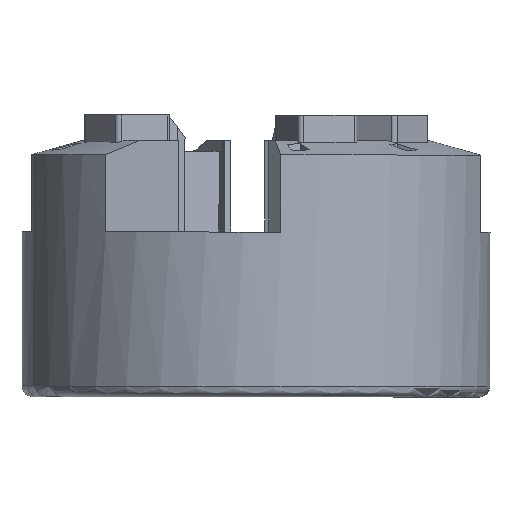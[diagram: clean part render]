
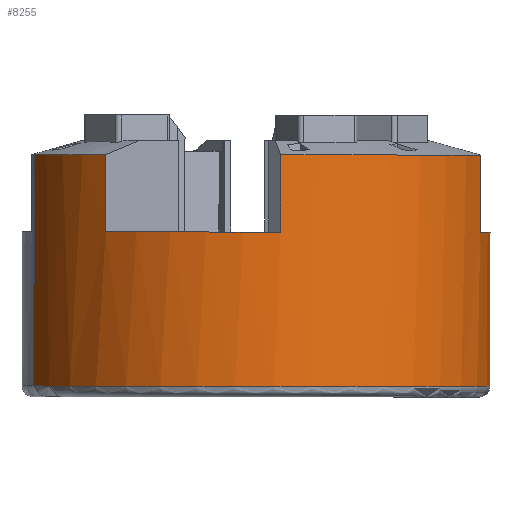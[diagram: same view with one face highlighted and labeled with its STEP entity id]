
A CAD part, front view. The second image highlights one B-rep face of the part: STEP entity #8255.
In plain terms, the highlighted cylindrical face has radius 22 mm (diameter 44 mm), a partial arc.
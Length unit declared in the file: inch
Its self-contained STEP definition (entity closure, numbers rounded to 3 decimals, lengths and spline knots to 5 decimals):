
#12 = CARTESIAN_POINT ( 'NONE',  ( 0.83111, 0.246, 0.60937 ) ) ;
#76 = EDGE_CURVE ( 'NONE', #6668, #10168, #2642, .T. ) ;
#165 = VECTOR ( 'NONE', #6744, 39.37008 ) ;
#211 = EDGE_CURVE ( 'NONE', #2187, #3568, #10678, .T. ) ;
#345 = ORIENTED_EDGE ( 'NONE', *, *, #10378, .F. ) ;
#469 = DIRECTION ( 'NONE',  ( -0.001, 0., -1. ) ) ;
#589 = EDGE_CURVE ( 'NONE', #8532, #6668, #3164, .T. ) ;
#645 = VECTOR ( 'NONE', #5218, 39.37008 ) ;
#671 = ORIENTED_EDGE ( 'NONE', *, *, #8993, .T. ) ;
#690 = DIRECTION ( 'NONE',  ( 0.949, 0.315, -0.001 ) ) ;
#846 = EDGE_CURVE ( 'NONE', #3568, #8906, #6824, .T. ) ;
#853 = AXIS2_PLACEMENT_3D ( 'NONE', #1523, #8322, #8100 ) ;
#940 = DIRECTION ( 'NONE',  ( 0.001, 0., 1. ) ) ;
#983 = VERTEX_POINT ( 'NONE', #4438 ) ;
#1008 = EDGE_CURVE ( 'NONE', #983, #6585, #10410, .T. ) ;
#1023 = LINE ( 'NONE', #4159, #165 ) ;
#1084 = CARTESIAN_POINT ( 'NONE',  ( 0.83127, 0.246, 0.75897 ) ) ;
#1153 = EDGE_CURVE ( 'NONE', #4715, #2187, #8905, .T. ) ;
#1197 = AXIS2_PLACEMENT_3D ( 'NONE', #1349, #10514, #690 ) ;
#1349 = CARTESIAN_POINT ( 'NONE',  ( 0.00094, 0., 0.89607 ) ) ;
#1368 = ORIENTED_EDGE ( 'NONE', *, *, #3796, .F. ) ;
#1523 = CARTESIAN_POINT ( 'NONE',  ( 0.00094, 0., 0.89607 ) ) ;
#1689 = EDGE_CURVE ( 'NONE', #5787, #6585, #4748, .T. ) ;
#1778 = ORIENTED_EDGE ( 'NONE', *, *, #76, .T. ) ;
#1943 = DIRECTION ( 'NONE',  ( 1., 0., -0.001 ) ) ;
#2070 = DIRECTION ( 'NONE',  ( -0.001, 0., -1. ) ) ;
#2187 = VERTEX_POINT ( 'NONE', #8501 ) ;
#2256 = ORIENTED_EDGE ( 'NONE', *, *, #589, .T. ) ;
#2265 = VECTOR ( 'NONE', #2914, 39.37008 ) ;
#2399 = DIRECTION ( 'NONE',  ( -0.001, 0., -1. ) ) ;
#2530 = EDGE_LOOP ( 'NONE', ( #8093, #3659, #3228, #7829, #7322, #7224, #3889, #5849, #671, #2256, #1778, #345, #1368 ) ) ;
#2591 = DIRECTION ( 'NONE',  ( -0.001, 0., -1. ) ) ;
#2642 = LINE ( 'NONE', #6087, #645 ) ;
#2849 = EDGE_CURVE ( 'NONE', #8084, #9273, #9568, .T. ) ;
#2914 = DIRECTION ( 'NONE',  ( -0.001, 0., -1. ) ) ;
#3119 = DIRECTION ( 'NONE',  ( 1., 0., -0.001 ) ) ;
#3164 = CIRCLE ( 'NONE', #9980, 0.86614 ) ;
#3228 = ORIENTED_EDGE ( 'NONE', *, *, #1008, .T. ) ;
#3516 = CIRCLE ( 'NONE', #9629, 0.86614 ) ;
#3519 = CARTESIAN_POINT ( 'NONE',  ( 0.83127, -0.246, 0.75897 ) ) ;
#3568 = VERTEX_POINT ( 'NONE', #5148 ) ;
#3659 = ORIENTED_EDGE ( 'NONE', *, *, #10083, .T. ) ;
#3683 = AXIS2_PLACEMENT_3D ( 'NONE', #6772, #940, #8515 ) ;
#3796 = EDGE_CURVE ( 'NONE', #8084, #5686, #5166, .T. ) ;
#3830 = DIRECTION ( 'NONE',  ( 1., 0., -0.001 ) ) ;
#3889 = ORIENTED_EDGE ( 'NONE', *, *, #211, .T. ) ;
#4023 = CARTESIAN_POINT ( 'NONE',  ( 0.86618, 0., 0.03846 ) ) ;
#4159 = CARTESIAN_POINT ( 'NONE',  ( -0.55593, -0.6635, 0.78025 ) ) ;
#4220 = AXIS2_PLACEMENT_3D ( 'NONE', #7859, #7096, #1943 ) ;
#4438 = CARTESIAN_POINT ( 'NONE',  ( 0.83141, 0.246, 0.8952 ) ) ;
#4715 = VERTEX_POINT ( 'NONE', #10625 ) ;
#4748 = CIRCLE ( 'NONE', #4220, 0.86614 ) ;
#4821 = CARTESIAN_POINT ( 'NONE',  ( -0.55611, -0.6635, 0.61082 ) ) ;
#4939 = CARTESIAN_POINT ( 'NONE',  ( -0.82206, -0.27268, 0.04023 ) ) ;
#5072 = CARTESIAN_POINT ( 'NONE',  ( 0.82304, 0.27268, 0.89521 ) ) ;
#5106 = DIRECTION ( 'NONE',  ( 0.949, 0.315, -0.001 ) ) ;
#5148 = CARTESIAN_POINT ( 'NONE',  ( 0.09118, -0.8614, 0.61014 ) ) ;
#5166 = CIRCLE ( 'NONE', #9702, 0.86614 ) ;
#5218 = DIRECTION ( 'NONE',  ( -0.001, 0., -1. ) ) ;
#5252 = AXIS2_PLACEMENT_3D ( 'NONE', #7504, #2591, #5106 ) ;
#5560 = CARTESIAN_POINT ( 'NONE',  ( 0.83111, -0.246, 0.60937 ) ) ;
#5686 = VERTEX_POINT ( 'NONE', #4023 ) ;
#5787 = VERTEX_POINT ( 'NONE', #5560 ) ;
#5849 = ORIENTED_EDGE ( 'NONE', *, *, #846, .T. ) ;
#6052 = FACE_OUTER_BOUND ( 'NONE', #2530, .T. ) ;
#6087 = CARTESIAN_POINT ( 'NONE',  ( -0.8215, -0.27268, 0.57173 ) ) ;
#6118 = CARTESIAN_POINT ( 'NONE',  ( 0.8227, 0.27268, 0.57 ) ) ;
#6235 = DIRECTION ( 'NONE',  ( 0.949, 0.315, -0.001 ) ) ;
#6277 = VECTOR ( 'NONE', #8313, 39.37008 ) ;
#6585 = VERTEX_POINT ( 'NONE', #12 ) ;
#6668 = VERTEX_POINT ( 'NONE', #7800 ) ;
#6744 = DIRECTION ( 'NONE',  ( 0.001, 0., 1. ) ) ;
#6772 = CARTESIAN_POINT ( 'NONE',  ( 0.0006, 0., 0.57087 ) ) ;
#6824 = CIRCLE ( 'NONE', #5252, 0.86614 ) ;
#6857 = LINE ( 'NONE', #3519, #10679 ) ;
#6952 = DIRECTION ( 'NONE',  ( 0.001, 0., 1. ) ) ;
#7096 = DIRECTION ( 'NONE',  ( 0.001, 0., 1. ) ) ;
#7224 = ORIENTED_EDGE ( 'NONE', *, *, #1153, .T. ) ;
#7322 = ORIENTED_EDGE ( 'NONE', *, *, #9051, .T. ) ;
#7404 = CARTESIAN_POINT ( 'NONE',  ( -0.55581, -0.6635, 0.89666 ) ) ;
#7504 = CARTESIAN_POINT ( 'NONE',  ( 0.00064, 0., 0.61024 ) ) ;
#7545 = CIRCLE ( 'NONE', #853, 0.86614 ) ;
#7800 = CARTESIAN_POINT ( 'NONE',  ( -0.82116, -0.27268, 0.89693 ) ) ;
#7801 = CYLINDRICAL_SURFACE ( 'NONE', #3683, 0.86614 ) ;
#7823 = CARTESIAN_POINT ( 'NONE',  ( 0.00094, 0., 0.89607 ) ) ;
#7829 = ORIENTED_EDGE ( 'NONE', *, *, #1689, .F. ) ;
#7859 = CARTESIAN_POINT ( 'NONE',  ( 0.00064, 0., 0.61024 ) ) ;
#7979 = CARTESIAN_POINT ( 'NONE',  ( 0.00004, 0., 0.03937 ) ) ;
#8077 = CARTESIAN_POINT ( 'NONE',  ( 0.82214, 0.27268, 0.03851 ) ) ;
#8084 = VERTEX_POINT ( 'NONE', #8077 ) ;
#8093 = ORIENTED_EDGE ( 'NONE', *, *, #2849, .T. ) ;
#8100 = DIRECTION ( 'NONE',  ( 0.949, 0.315, -0.001 ) ) ;
#8206 = CARTESIAN_POINT ( 'NONE',  ( 0.09135, -0.8614, 0.77987 ) ) ;
#8255 = ADVANCED_FACE ( 'NONE', ( #6052 ), #7801, .T. ) ;
#8313 = DIRECTION ( 'NONE',  ( -0.001, 0., -1. ) ) ;
#8322 = DIRECTION ( 'NONE',  ( -0.001, 0., -1. ) ) ;
#8501 = CARTESIAN_POINT ( 'NONE',  ( 0.09147, -0.8614, 0.89598 ) ) ;
#8515 = DIRECTION ( 'NONE',  ( 0.949, 0.315, -0.001 ) ) ;
#8532 = VERTEX_POINT ( 'NONE', #7404 ) ;
#8814 = VECTOR ( 'NONE', #6952, 39.37008 ) ;
#8905 = CIRCLE ( 'NONE', #1197, 0.86614 ) ;
#8906 = VERTEX_POINT ( 'NONE', #4821 ) ;
#8993 = EDGE_CURVE ( 'NONE', #8906, #8532, #1023, .T. ) ;
#9051 = EDGE_CURVE ( 'NONE', #5787, #4715, #6857, .T. ) ;
#9273 = VERTEX_POINT ( 'NONE', #5072 ) ;
#9568 = LINE ( 'NONE', #6118, #8814 ) ;
#9629 = AXIS2_PLACEMENT_3D ( 'NONE', #10297, #469, #3830 ) ;
#9702 = AXIS2_PLACEMENT_3D ( 'NONE', #7979, #2399, #3119 ) ;
#9980 = AXIS2_PLACEMENT_3D ( 'NONE', #7823, #2070, #6235 ) ;
#10083 = EDGE_CURVE ( 'NONE', #9273, #983, #7545, .T. ) ;
#10168 = VERTEX_POINT ( 'NONE', #4939 ) ;
#10184 = DIRECTION ( 'NONE',  ( 0.001, 0., 1. ) ) ;
#10297 = CARTESIAN_POINT ( 'NONE',  ( 0.00004, 0., 0.03937 ) ) ;
#10378 = EDGE_CURVE ( 'NONE', #5686, #10168, #3516, .T. ) ;
#10410 = LINE ( 'NONE', #1084, #2265 ) ;
#10514 = DIRECTION ( 'NONE',  ( -0.001, 0., -1. ) ) ;
#10625 = CARTESIAN_POINT ( 'NONE',  ( 0.83141, -0.246, 0.8952 ) ) ;
#10678 = LINE ( 'NONE', #8206, #6277 ) ;
#10679 = VECTOR ( 'NONE', #10184, 39.37008 ) ;
